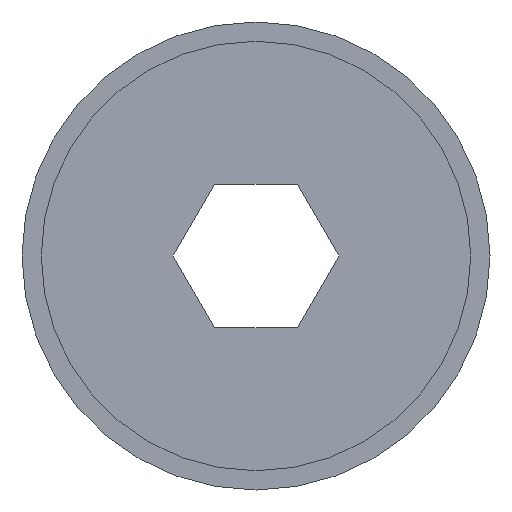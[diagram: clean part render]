
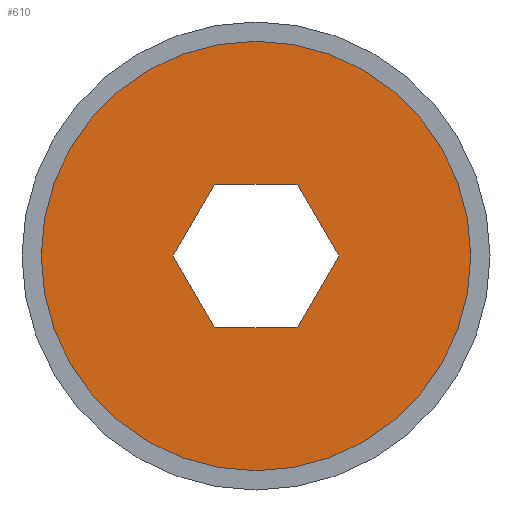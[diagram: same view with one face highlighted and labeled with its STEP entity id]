
A CAD part, front view. The second image highlights one B-rep face of the part: STEP entity #610.
In plain terms, the highlighted planar face has unit normal (0, -1, 0).
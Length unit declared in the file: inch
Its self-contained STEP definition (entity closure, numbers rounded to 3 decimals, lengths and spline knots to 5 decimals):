
#56 = DIRECTION ( 'NONE',  ( 0.5, 0., -0.866 ) ) ;
#61 = CARTESIAN_POINT ( 'NONE',  ( -0.21685, 0., 0. ) ) ;
#67 = DIRECTION ( 'NONE',  ( -1., 0., 0. ) ) ;
#68 = CARTESIAN_POINT ( 'NONE',  ( 0.10842, 0., 0.1878 ) ) ;
#79 = DIRECTION ( 'NONE',  ( 0., 0., -1. ) ) ;
#80 = DIRECTION ( 'NONE',  ( 0., -1., 0. ) ) ;
#82 = DIRECTION ( 'NONE',  ( -0.5, 0., -0.866 ) ) ;
#86 = CARTESIAN_POINT ( 'NONE',  ( -0.10842, 0., 0.1878 ) ) ;
#87 = PLANE ( 'NONE',  #526 ) ;
#91 = CARTESIAN_POINT ( 'NONE',  ( 0.562, 0., 0. ) ) ;
#92 = DIRECTION ( 'NONE',  ( 1., 0., 0. ) ) ;
#102 = CARTESIAN_POINT ( 'NONE',  ( -0.10842, 0., 0.1878 ) ) ;
#105 = CARTESIAN_POINT ( 'NONE',  ( -0.10842, 0., -0.1878 ) ) ;
#131 = DIRECTION ( 'NONE',  ( 0.5, 0., 0.866 ) ) ;
#134 = CARTESIAN_POINT ( 'NONE',  ( 0.10842, 0., -0.1878 ) ) ;
#135 = DIRECTION ( 'NONE',  ( 0., 0., 1. ) ) ;
#136 = DIRECTION ( 'NONE',  ( 0., 1., 0. ) ) ;
#137 = CARTESIAN_POINT ( 'NONE',  ( 0., 0., 0. ) ) ;
#142 = DIRECTION ( 'NONE',  ( -0.5, 0., 0.866 ) ) ;
#143 = CARTESIAN_POINT ( 'NONE',  ( 0.21685, 0., 0. ) ) ;
#169 = CARTESIAN_POINT ( 'NONE',  ( 0., 0., -0.562 ) ) ;
#180 = CARTESIAN_POINT ( 'NONE',  ( 0.10842, 0., 0.1878 ) ) ;
#182 = CARTESIAN_POINT ( 'NONE',  ( 0., 0., 0.562 ) ) ;
#198 = DIRECTION ( 'NONE',  ( 0., 0., 1. ) ) ;
#199 = DIRECTION ( 'NONE',  ( 0., 1., 0. ) ) ;
#200 = CARTESIAN_POINT ( 'NONE',  ( 0., 0., 0. ) ) ;
#210 = CARTESIAN_POINT ( 'NONE',  ( -0.21685, 0., 0. ) ) ;
#213 = CARTESIAN_POINT ( 'NONE',  ( -0.10842, 0., -0.1878 ) ) ;
#214 = CARTESIAN_POINT ( 'NONE',  ( 0.21685, 0., 0. ) ) ;
#228 = CARTESIAN_POINT ( 'NONE',  ( 0.10842, 0., -0.1878 ) ) ;
#247 = EDGE_LOOP ( 'NONE', ( #394, #395, #396, #397, #398, #399 ) ) ;
#277 = FACE_BOUND ( 'NONE', #247, .T. ) ;
#280 = FACE_OUTER_BOUND ( 'NONE', #496, .T. ) ;
#292 = VECTOR ( 'NONE', #131, 39.37008 ) ;
#295 = VECTOR ( 'NONE', #142, 39.37008 ) ;
#296 = LINE ( 'NONE', #134, #292 ) ;
#297 = LINE ( 'NONE', #143, #295 ) ;
#298 = CIRCLE ( 'NONE', #537, 0.562 ) ;
#335 = CIRCLE ( 'NONE', #545, 0.562 ) ;
#347 = VECTOR ( 'NONE', #56, 39.37008 ) ;
#349 = VECTOR ( 'NONE', #67, 39.37008 ) ;
#350 = LINE ( 'NONE', #61, #347 ) ;
#352 = LINE ( 'NONE', #68, #349 ) ;
#355 = VECTOR ( 'NONE', #82, 39.37008 ) ;
#357 = VECTOR ( 'NONE', #92, 39.37008 ) ;
#358 = LINE ( 'NONE', #86, #355 ) ;
#392 = ORIENTED_EDGE ( 'NONE', *, *, #560, .F. ) ;
#393 = ORIENTED_EDGE ( 'NONE', *, *, #579, .F. ) ;
#394 = ORIENTED_EDGE ( 'NONE', *, *, #580, .F. ) ;
#395 = ORIENTED_EDGE ( 'NONE', *, *, #581, .F. ) ;
#396 = ORIENTED_EDGE ( 'NONE', *, *, #514, .F. ) ;
#397 = ORIENTED_EDGE ( 'NONE', *, *, #523, .F. ) ;
#398 = ORIENTED_EDGE ( 'NONE', *, *, #516, .F. ) ;
#399 = ORIENTED_EDGE ( 'NONE', *, *, #521, .F. ) ;
#456 = VERTEX_POINT ( 'NONE', #210 ) ;
#461 = VERTEX_POINT ( 'NONE', #214 ) ;
#462 = VERTEX_POINT ( 'NONE', #228 ) ;
#463 = VERTEX_POINT ( 'NONE', #213 ) ;
#474 = VERTEX_POINT ( 'NONE', #182 ) ;
#475 = VERTEX_POINT ( 'NONE', #180 ) ;
#478 = VERTEX_POINT ( 'NONE', #169 ) ;
#485 = VERTEX_POINT ( 'NONE', #102 ) ;
#490 = LINE ( 'NONE', #105, #357 ) ;
#496 = EDGE_LOOP ( 'NONE', ( #392, #393 ) ) ;
#514 = EDGE_CURVE ( 'NONE', #463, #462, #490, .T. ) ;
#516 = EDGE_CURVE ( 'NONE', #485, #456, #358, .T. ) ;
#521 = EDGE_CURVE ( 'NONE', #475, #485, #352, .T. ) ;
#523 = EDGE_CURVE ( 'NONE', #456, #463, #350, .T. ) ;
#526 = AXIS2_PLACEMENT_3D ( 'NONE', #91, #80, #79 ) ;
#537 = AXIS2_PLACEMENT_3D ( 'NONE', #137, #136, #135 ) ;
#545 = AXIS2_PLACEMENT_3D ( 'NONE', #200, #199, #198 ) ;
#560 = EDGE_CURVE ( 'NONE', #474, #478, #335, .T. ) ;
#579 = EDGE_CURVE ( 'NONE', #478, #474, #298, .T. ) ;
#580 = EDGE_CURVE ( 'NONE', #461, #475, #297, .T. ) ;
#581 = EDGE_CURVE ( 'NONE', #462, #461, #296, .T. ) ;
#610 = ADVANCED_FACE ( 'NONE', ( #280, #277 ), #87, .T. ) ;
